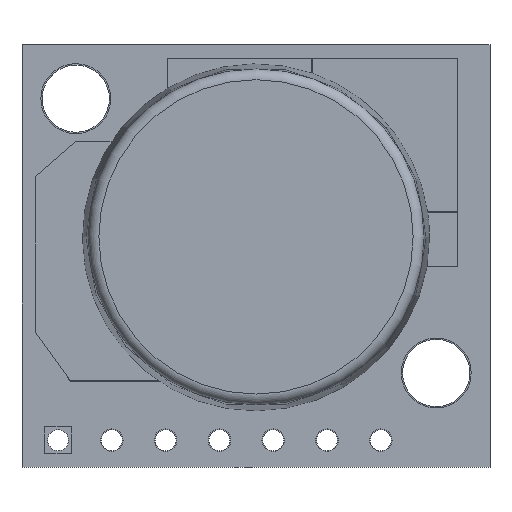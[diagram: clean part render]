
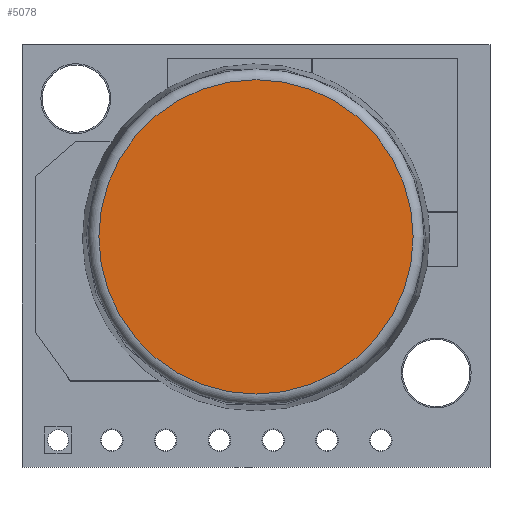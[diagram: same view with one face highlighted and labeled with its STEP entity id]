
A CAD part, top view. The second image highlights one B-rep face of the part: STEP entity #5078.
In plain terms, the highlighted planar face has unit normal (0, 0, 1).
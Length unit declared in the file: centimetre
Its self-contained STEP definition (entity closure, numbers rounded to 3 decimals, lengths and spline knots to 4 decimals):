
#421=CIRCLE('',#5342,0.7421);
#1132=VERTEX_POINT('',#8187);
#2655=EDGE_CURVE('',#1132,#1132,#421,.T.);
#3889=ORIENTED_EDGE('',*,*,#2655,.F.);
#4426=EDGE_LOOP('',(#3889));
#4786=FACE_BOUND('',#4426,.T.);
#5078=ADVANCED_FACE('',(#4786),#8516,.T.);
#5342=AXIS2_PLACEMENT_3D('',#8186,#6094,#6095);
#5347=AXIS2_PLACEMENT_3D('',#8195,#6104,$);
#6094=DIRECTION('',(0.,0.,-1.));
#6095=DIRECTION('',(-0.742,0.,0.));
#6104=DIRECTION('',(0.,0.,1.));
#8186=CARTESIAN_POINT('',(1.1049,1.0846,1.5596));
#8187=CARTESIAN_POINT('',(1.847,1.0846,1.5596));
#8195=CARTESIAN_POINT('',(1.1049,1.0846,1.5596));
#8516=PLANE('',#5347);
